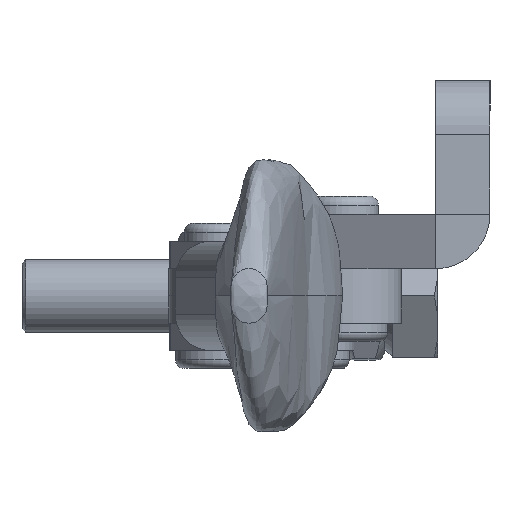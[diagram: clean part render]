
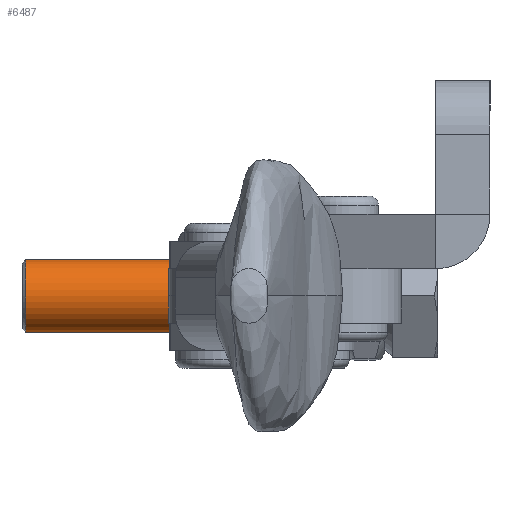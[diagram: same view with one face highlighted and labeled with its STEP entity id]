
A CAD part, left-side view. The second image highlights one B-rep face of the part: STEP entity #6487.
In plain terms, the highlighted cylindrical face has radius 2 mm (diameter 4 mm), a partial arc.
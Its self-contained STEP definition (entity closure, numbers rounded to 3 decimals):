
#3264 = DIRECTION ( 'NONE',  ( -1., 0., 0. ) ) ;
#3274 = CARTESIAN_POINT ( 'NONE',  ( 22.725, 0., 0. ) ) ;
#3275 = DIRECTION ( 'NONE',  ( -1., 0., 0. ) ) ;
#3276 = DIRECTION ( 'NONE',  ( 0., 0., -1. ) ) ;
#3277 = CARTESIAN_POINT ( 'NONE',  ( 22.925, 0., -2. ) ) ;
#3282 = CARTESIAN_POINT ( 'NONE',  ( 22.925, 0., 2. ) ) ;
#3283 = DIRECTION ( 'NONE',  ( -1., 0., 0. ) ) ;
#3286 = CARTESIAN_POINT ( 'NONE',  ( 2.925, 0., 0. ) ) ;
#3287 = DIRECTION ( 'NONE',  ( 1., 0., 0. ) ) ;
#6487 = ADVANCED_FACE ( 'NONE', ( #21691 ), #21683, .T. ) ;
#6960 = EDGE_CURVE ( 'NONE', #23394, #23395, #22372, .T. ) ;
#6963 = EDGE_CURVE ( 'NONE', #23395, #23396, #22375, .T. ) ;
#6964 = EDGE_CURVE ( 'NONE', #23396, #23398, #22378, .T. ) ;
#6965 = EDGE_CURVE ( 'NONE', #23394, #23398, #22380, .T. ) ;
#8142 = CARTESIAN_POINT ( 'NONE',  ( 22.725, 0., 2. ) ) ;
#8143 = CARTESIAN_POINT ( 'NONE',  ( 22.725, 0., -2. ) ) ;
#8144 = CARTESIAN_POINT ( 'NONE',  ( 2.925, 0., -2. ) ) ;
#8146 = CARTESIAN_POINT ( 'NONE',  ( 2.925, 0., 2. ) ) ;
#9469 = ORIENTED_EDGE ( 'NONE', *, *, #6960, .T. ) ;
#9470 = ORIENTED_EDGE ( 'NONE', *, *, #6963, .T. ) ;
#9471 = ORIENTED_EDGE ( 'NONE', *, *, #6964, .T. ) ;
#9472 = ORIENTED_EDGE ( 'NONE', *, *, #6965, .F. ) ;
#10094 = DIRECTION ( 'NONE',  ( 0., 0., 1. ) ) ;
#10096 = DIRECTION ( 'NONE',  ( -1., 0., 0. ) ) ;
#10098 = CARTESIAN_POINT ( 'NONE',  ( 22.925, 0., 0. ) ) ;
#11570 = EDGE_LOOP ( 'NONE', ( #9469, #9470, #9471, #9472 ) ) ;
#13734 = DIRECTION ( 'NONE',  ( 0., 0., -1. ) ) ;
#21683 = CYLINDRICAL_SURFACE ( 'NONE', #22731, 2. ) ;
#21691 = FACE_OUTER_BOUND ( 'NONE', #11570, .T. ) ;
#22372 = CIRCLE ( 'NONE', #22926, 2. ) ;
#22375 = LINE ( 'NONE', #3277, #22379 ) ;
#22378 = CIRCLE ( 'NONE', #22928, 2. ) ;
#22379 = VECTOR ( 'NONE', #3283, 1000. ) ;
#22380 = LINE ( 'NONE', #3282, #22382 ) ;
#22382 = VECTOR ( 'NONE', #3264, 1000. ) ;
#22731 = AXIS2_PLACEMENT_3D ( 'NONE', #10098, #10096, #10094 ) ;
#22926 = AXIS2_PLACEMENT_3D ( 'NONE', #3274, #3275, #3276 ) ;
#22928 = AXIS2_PLACEMENT_3D ( 'NONE', #3286, #3287, #13734 ) ;
#23394 = VERTEX_POINT ( 'NONE', #8142 ) ;
#23395 = VERTEX_POINT ( 'NONE', #8143 ) ;
#23396 = VERTEX_POINT ( 'NONE', #8144 ) ;
#23398 = VERTEX_POINT ( 'NONE', #8146 ) ;
